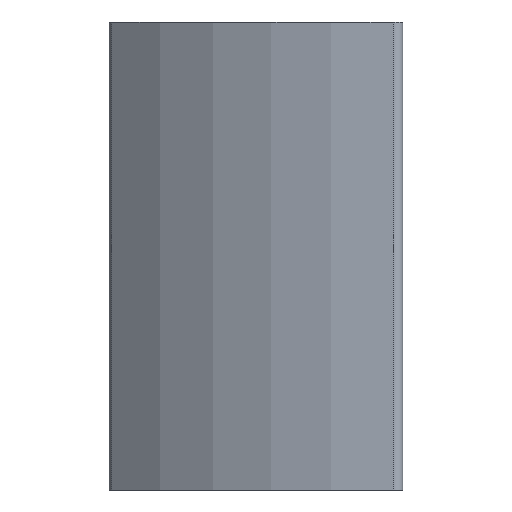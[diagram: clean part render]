
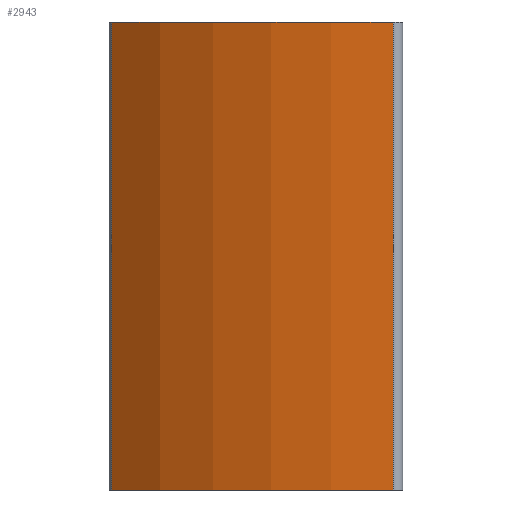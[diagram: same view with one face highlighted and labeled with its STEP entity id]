
A CAD part, left-side view. The second image highlights one B-rep face of the part: STEP entity #2943.
In plain terms, the highlighted cylindrical face has radius 90 mm (diameter 180 mm), a partial arc.
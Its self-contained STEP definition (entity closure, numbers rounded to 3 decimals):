
#499=CARTESIAN_POINT('',(-27.614,-23.786,0.0));
#500=VERTEX_POINT('',#499);
#508=CARTESIAN_POINT('',(-2.707,36.345,0.0));
#509=VERTEX_POINT('',#508);
#510=CARTESIAN_POINT('',(62.363,-25.832,0.0));
#511=DIRECTION('',(0.0,0.0,-1.0));
#512=DIRECTION('',(-0.723,0.691,0.0));
#513=AXIS2_PLACEMENT_3D('',#510,#511,#512);
#514=CIRCLE('',#513,90.);
#515=EDGE_CURVE('',#500,#509,#514,.T.);
#1720=CARTESIAN_POINT('',(-2.707,36.345,100.0));
#1721=VERTEX_POINT('',#1720);
#1729=CARTESIAN_POINT('',(-27.614,-23.786,100.0));
#1730=VERTEX_POINT('',#1729);
#1731=CARTESIAN_POINT('',(62.363,-25.832,100.0));
#1732=DIRECTION('',(0.0,0.0,-1.0));
#1733=DIRECTION('',(-0.723,0.691,0.0));
#1734=AXIS2_PLACEMENT_3D('',#1731,#1732,#1733);
#1735=CIRCLE('',#1734,90.);
#1736=EDGE_CURVE('',#1730,#1721,#1735,.T.);
#2916=CARTESIAN_POINT('',(-27.614,-23.786,0.0));
#2917=DIRECTION('',(0.0,0.0,1.0));
#2918=VECTOR('',#2917,100.0);
#2919=LINE('',#2916,#2918);
#2920=EDGE_CURVE('',#500,#1730,#2919,.T.);
#2927=CARTESIAN_POINT('',(62.363,-25.832,0.0));
#2928=DIRECTION('',(0.0,0.0,1.0));
#2929=DIRECTION('',(-0.723,0.691,0.0));
#2930=AXIS2_PLACEMENT_3D('',#2927,#2928,#2929);
#2931=CYLINDRICAL_SURFACE('',#2930,90.);
#2932=ORIENTED_EDGE('',*,*,#1736,.T.);
#2933=CARTESIAN_POINT('',(-2.707,36.345,0.0));
#2934=DIRECTION('',(0.0,0.0,1.0));
#2935=VECTOR('',#2934,100.0);
#2936=LINE('',#2933,#2935);
#2937=EDGE_CURVE('',#509,#1721,#2936,.T.);
#2938=ORIENTED_EDGE('',*,*,#2937,.F.);
#2939=ORIENTED_EDGE('',*,*,#515,.F.);
#2940=ORIENTED_EDGE('',*,*,#2920,.T.);
#2941=EDGE_LOOP('',(#2932,#2938,#2939,#2940));
#2942=FACE_OUTER_BOUND('',#2941,.T.);
#2943=ADVANCED_FACE('',(#2942),#2931,.T.);
